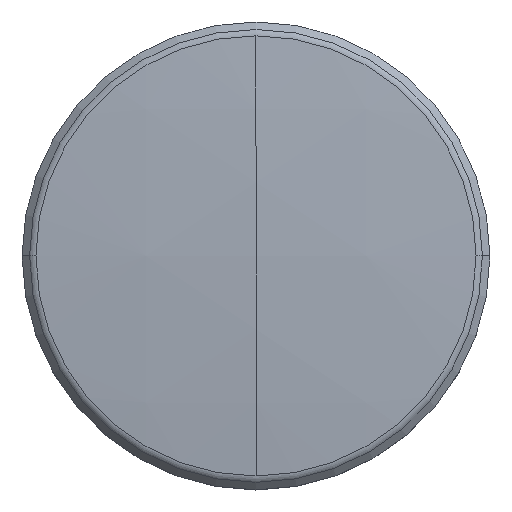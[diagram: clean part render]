
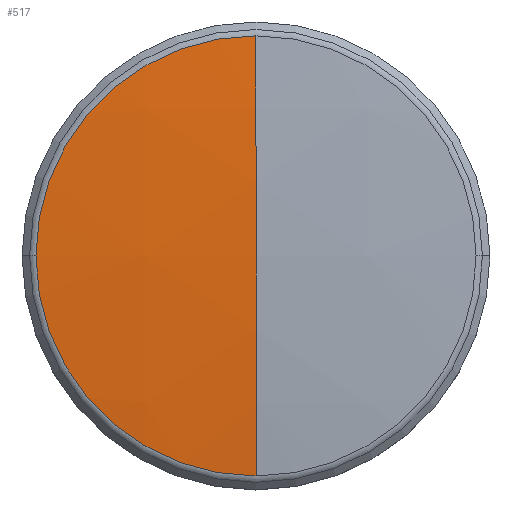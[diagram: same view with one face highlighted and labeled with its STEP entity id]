
A CAD part, top view. The second image highlights one B-rep face of the part: STEP entity #517.
In plain terms, the highlighted spherical face has radius 1212.5 mm.
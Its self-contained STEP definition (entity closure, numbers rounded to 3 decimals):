
#35 = DIRECTION ( 'NONE',  ( 0., -1., 0. ) ) ;
#42 = CARTESIAN_POINT ( 'NONE',  ( 0., 0., -1158.5 ) ) ;
#50 = VERTEX_POINT ( 'NONE', #929 ) ;
#67 = EDGE_LOOP ( 'NONE', ( #157, #149, #148, #147 ) ) ;
#89 = SPHERICAL_SURFACE ( 'NONE', #182, 1212.5 ) ;
#147 = ORIENTED_EDGE ( 'NONE', *, *, #1050, .T. ) ;
#148 = ORIENTED_EDGE ( 'NONE', *, *, #954, .T. ) ;
#149 = ORIENTED_EDGE ( 'NONE', *, *, #920, .T. ) ;
#157 = ORIENTED_EDGE ( 'NONE', *, *, #286, .F. ) ;
#174 = VERTEX_POINT ( 'NONE', #424 ) ;
#182 = AXIS2_PLACEMENT_3D ( 'NONE', #42, #1224, #35 ) ;
#202 = DIRECTION ( 'NONE',  ( 0., 0., -1. ) ) ;
#208 = CARTESIAN_POINT ( 'NONE',  ( 0., 108.192, 49.163 ) ) ;
#212 = DIRECTION ( 'NONE',  ( 1., 0., 0. ) ) ;
#223 = CARTESIAN_POINT ( 'NONE',  ( 0., 0., -1158.5 ) ) ;
#286 = EDGE_CURVE ( 'NONE', #50, #472, #1135, .T. ) ;
#299 = VERTEX_POINT ( 'NONE', #208 ) ;
#424 = CARTESIAN_POINT ( 'NONE',  ( -108.192, 0., 49.163 ) ) ;
#472 = VERTEX_POINT ( 'NONE', #1312 ) ;
#483 = AXIS2_PLACEMENT_3D ( 'NONE', #223, #212, #202 ) ;
#517 = ADVANCED_FACE ( 'NONE', ( #1004 ), #89, .T. ) ;
#565 = DIRECTION ( 'NONE',  ( -1., 0., 0. ) ) ;
#566 = DIRECTION ( 'NONE',  ( 0., 0., 1. ) ) ;
#567 = CARTESIAN_POINT ( 'NONE',  ( 0., 0., 49.163 ) ) ;
#707 = DIRECTION ( 'NONE',  ( -1., 0., 0. ) ) ;
#708 = DIRECTION ( 'NONE',  ( 0., 0., 1. ) ) ;
#710 = CARTESIAN_POINT ( 'NONE',  ( 0., 0., 49.163 ) ) ;
#758 = CIRCLE ( 'NONE', #891, 108.192 ) ;
#759 = DIRECTION ( 'NONE',  ( 0., -1., 0. ) ) ;
#760 = DIRECTION ( 'NONE',  ( -1., 0., 0. ) ) ;
#762 = CARTESIAN_POINT ( 'NONE',  ( 0., 0., -1158.5 ) ) ;
#830 = CIRCLE ( 'NONE', #1259, 108.192 ) ;
#861 = CIRCLE ( 'NONE', #1291, 1212.5 ) ;
#891 = AXIS2_PLACEMENT_3D ( 'NONE', #567, #566, #565 ) ;
#920 = EDGE_CURVE ( 'NONE', #50, #299, #861, .T. ) ;
#929 = CARTESIAN_POINT ( 'NONE',  ( 0., 0., 54. ) ) ;
#954 = EDGE_CURVE ( 'NONE', #299, #174, #830, .T. ) ;
#1004 = FACE_OUTER_BOUND ( 'NONE', #67, .T. ) ;
#1050 = EDGE_CURVE ( 'NONE', #174, #472, #758, .T. ) ;
#1135 = CIRCLE ( 'NONE', #483, 1212.5 ) ;
#1224 = DIRECTION ( 'NONE',  ( -1., 0., 0. ) ) ;
#1259 = AXIS2_PLACEMENT_3D ( 'NONE', #710, #708, #707 ) ;
#1291 = AXIS2_PLACEMENT_3D ( 'NONE', #762, #760, #759 ) ;
#1312 = CARTESIAN_POINT ( 'NONE',  ( 0., -108.192, 49.163 ) ) ;
